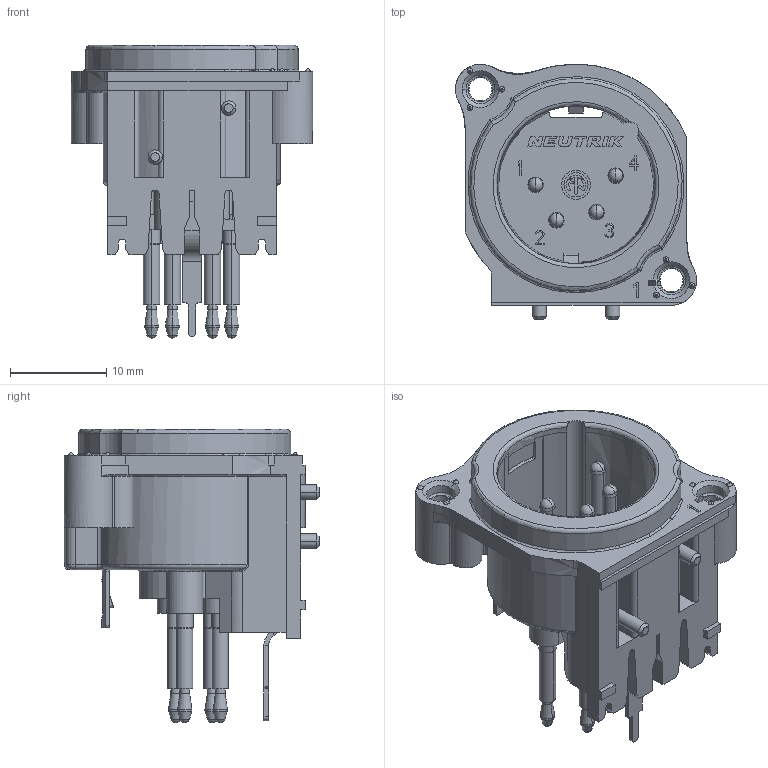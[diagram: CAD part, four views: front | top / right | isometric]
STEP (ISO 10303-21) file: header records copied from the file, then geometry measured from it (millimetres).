
FILE_DESCRIPTION((''),'2;1');
FILE_NAME('30011005','2023-10-04T14:30:38',('SYSTEM'),(''),'CREO PARAMETRIC BY PTC INC, 2021184','CREO PARAMETRIC BY PTC INC, 2021184','');
FILE_SCHEMA(('CONFIG_CONTROL_DESIGN'));
Length unit declared in the file: millimetre
Products named in the file (1): 30011005
Bounding box: 25 x 26.5 x 30.4 mm (x, y, z)
Volume: 3397.6 mm3; surface area: 4883.7 mm2
Topology: 1 solids, 1 shells, 804 faces, 2123 edges, 1322 vertices
Faces by surface type: plane 428, cylinder 191, cone 53, torus 52, sphere 42, bspline 36, extrusion 2
Entity records: 25997 total; most frequent: CARTESIAN_POINT 6179, ORIENTED_EDGE 4190, DIRECTION 4061, EDGE_CURVE 2095, VECTOR 1373, LINE 1371, AXIS2_PLACEMENT_3D 1344, VERTEX_POINT 1322
